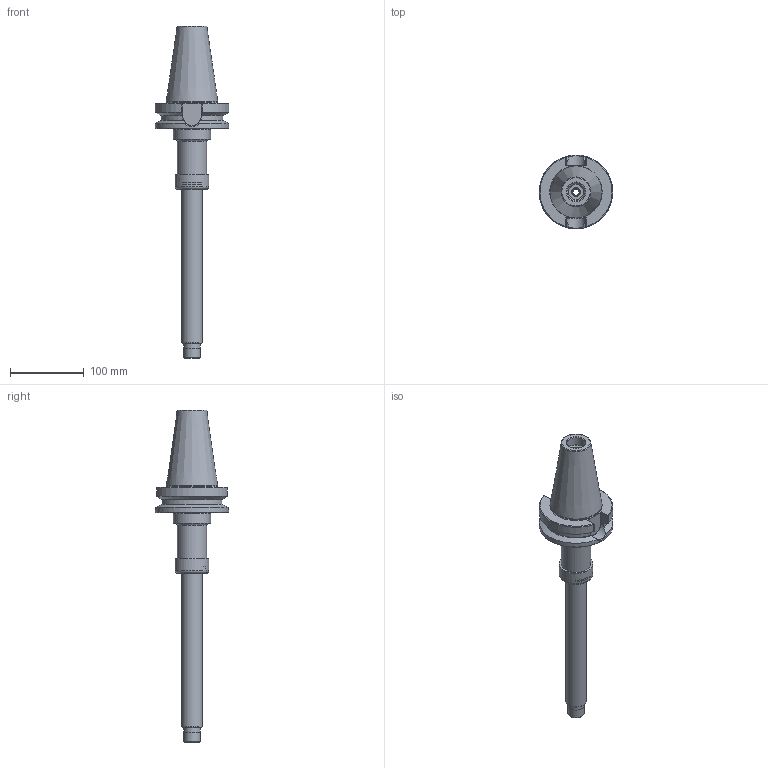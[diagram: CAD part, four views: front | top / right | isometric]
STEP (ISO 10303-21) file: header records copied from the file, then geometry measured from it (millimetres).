
FILE_DESCRIPTION(/* description */ (''),/* implementation_level */ '2;1');
FILE_NAME(/* name */ '885113190.stp',/* time_stamp */ '2023-03-15T12:10:47',/* author */ ('Ratnasingam Jekanthan'),/* organization */ ('REGO-FIX'),/* preprocessor_version */ ' Unknown',/* originating_system */ 'SIEMENS PLM Software Solid Edge ST10',/* authorization */ 'Unknown');
FILE_SCHEMA (('AUTOMOTIVE_DESIGN { 1 0 10303 214 2 1 1}'));
Length unit declared in the file: millimetre
Products named in the file (1): NOCUT
Bounding box: 100 x 100 x 451.3 mm (x, y, z)
Volume: 668288.4 mm3; surface area: 101487.7 mm2
Topology: 1 solids, 3 shells, 138 faces, 317 edges, 195 vertices
Faces by surface type: plane 43, cone 35, cylinder 34, torus 24, bspline 2
Full cylindrical faces by diameter (mm): 8.376 x1, 8.5 x1, 10 x1, 10.5 x1, 20.752 x2, 22 x2, 23.8 x1, 24.7 x1, 25 x2, 28 x1, 29 x1, 33 x1, 34 x1, 38.376 x1, 40 x1, 40.05 x1, 43.3 x1, 45.65 x1, 50.5 x1, 100 x1
Entity records: 4526 total; most frequent: CARTESIAN_POINT 798, DIRECTION 588, ORIENTED_EDGE 456, AXIS2_PLACEMENT_3D 262, EDGE_CURVE 228, EDGE_LOOP 224, FACE_BOUND 224, VERTEX_POINT 176
